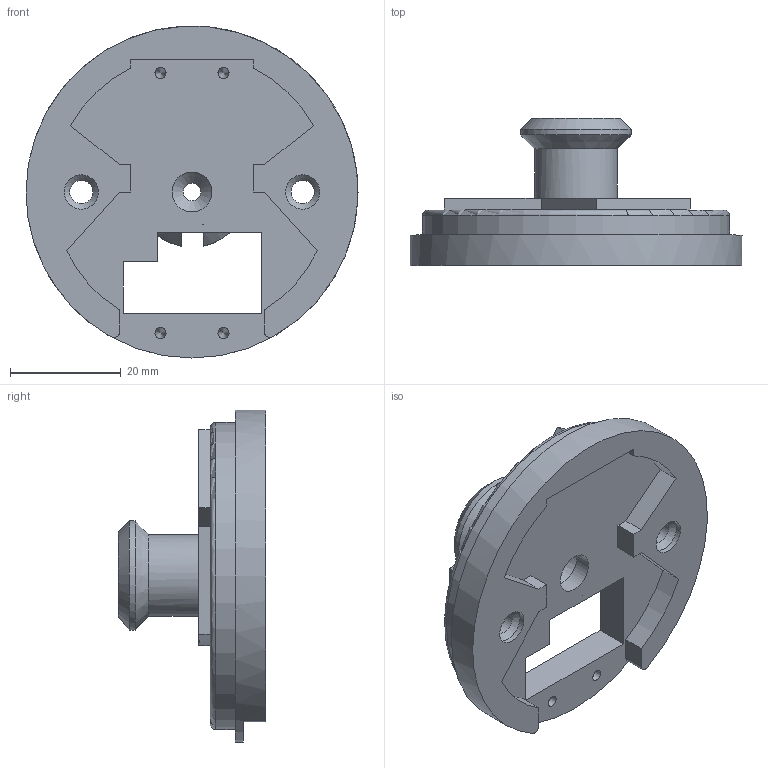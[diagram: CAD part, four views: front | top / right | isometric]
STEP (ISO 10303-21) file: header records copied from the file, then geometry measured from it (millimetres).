
FILE_DESCRIPTION(/* description */ (''),/* implementation_level */ '2;1');
FILE_NAME(/* name */ 'baseplate.step',/* time_stamp */ '2024-05-05T15:52:04+02:00',/* author */ (''),/* organization */ (''),/* preprocessor_version */ 'ST-DEVELOPER v20',/* originating_system */ 'Autodesk Translation Framework v12.20.1.177',/* authorisation */ '');
FILE_SCHEMA (('AUTOMOTIVE_DESIGN { 1 0 10303 214 3 1 1 }'));
Length unit declared in the file: millimetre
Products named in the file (1): baseplate
Bounding box: 60 x 26.6 x 60 mm (x, y, z)
Volume: 18017.4 mm3; surface area: 10299.6 mm2
Topology: 1 solids, 1 shells, 133 faces, 363 edges, 233 vertices
Faces by surface type: plane 99, cylinder 24, cone 9, torus 1
Full cylindrical faces by diameter (mm): 3.2 x1, 4.2 x2, 6.2 x2, 7.2 x1, 9 x1, 55.5 x1, 60 x1
Entity records: 4223 total; most frequent: CARTESIAN_POINT 794, ORIENTED_EDGE 718, DIRECTION 684, EDGE_CURVE 359, LINE 278, VECTOR 278, VERTEX_POINT 233, AXIS2_PLACEMENT_3D 203
